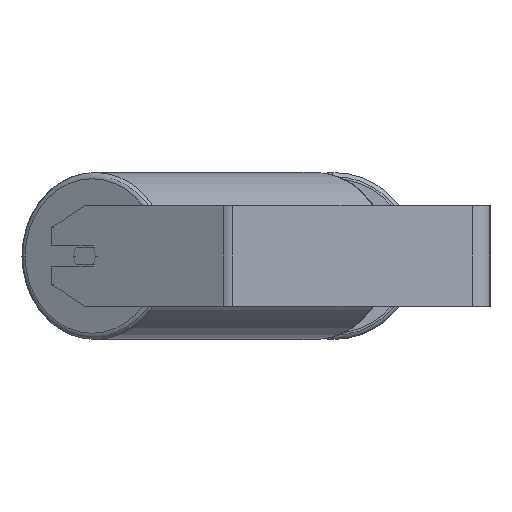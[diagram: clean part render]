
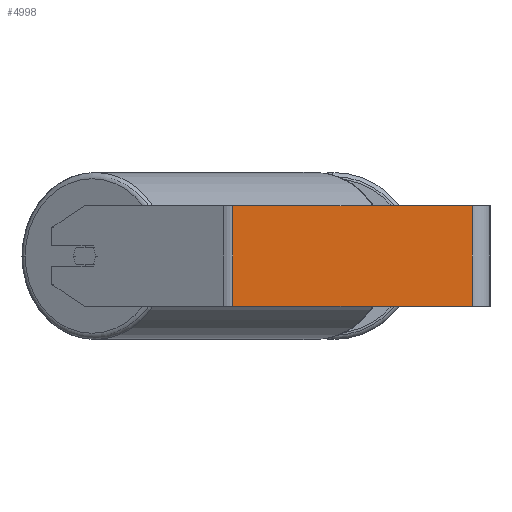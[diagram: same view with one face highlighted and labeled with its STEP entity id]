
A CAD part, left-side view. The second image highlights one B-rep face of the part: STEP entity #4998.
In plain terms, the highlighted planar face has unit normal (-1, 0, 0).
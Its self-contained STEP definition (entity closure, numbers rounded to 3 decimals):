
#270 = VERTEX_POINT ( 'NONE', #8710 ) ;
#480 = FACE_OUTER_BOUND ( 'NONE', #6120, .T. ) ;
#749 = ORIENTED_EDGE ( 'NONE', *, *, #6065, .T. ) ;
#805 = CARTESIAN_POINT ( 'NONE',  ( -605., 204.84, 40. ) ) ;
#1025 = VERTEX_POINT ( 'NONE', #805 ) ;
#1189 = CARTESIAN_POINT ( 'NONE',  ( -605., 14., 40. ) ) ;
#1547 = CARTESIAN_POINT ( 'NONE',  ( -605., 204.84, 40. ) ) ;
#1653 = DIRECTION ( 'NONE',  ( 0., -1., 0. ) ) ;
#2411 = VERTEX_POINT ( 'NONE', #3601 ) ;
#2635 = DIRECTION ( 'NONE',  ( 1., 0., 0. ) ) ;
#3205 = PLANE ( 'NONE',  #8399 ) ;
#3374 = EDGE_CURVE ( 'NONE', #270, #2411, #4466, .T. ) ;
#3403 = CARTESIAN_POINT ( 'NONE',  ( -605., 208.591, 40. ) ) ;
#3525 = LINE ( 'NONE', #1547, #5566 ) ;
#3601 = CARTESIAN_POINT ( 'NONE',  ( -605., 14., -40. ) ) ;
#3785 = CARTESIAN_POINT ( 'NONE',  ( -605., 208.591, 40. ) ) ;
#4114 = DIRECTION ( 'NONE',  ( 0., -1., 0. ) ) ;
#4174 = LINE ( 'NONE', #6300, #5411 ) ;
#4199 = ORIENTED_EDGE ( 'NONE', *, *, #3374, .F. ) ;
#4303 = EDGE_CURVE ( 'NONE', #1025, #270, #5540, .T. ) ;
#4466 = LINE ( 'NONE', #1189, #5663 ) ;
#4677 = EDGE_CURVE ( 'NONE', #1025, #7350, #3525, .T. ) ;
#4987 = VECTOR ( 'NONE', #4114, 1000. ) ;
#4998 = ADVANCED_FACE ( 'NONE', ( #480 ), #3205, .F. ) ;
#5411 = VECTOR ( 'NONE', #1653, 1000. ) ;
#5540 = LINE ( 'NONE', #3403, #4987 ) ;
#5566 = VECTOR ( 'NONE', #6054, 1000. ) ;
#5663 = VECTOR ( 'NONE', #7884, 1000. ) ;
#6054 = DIRECTION ( 'NONE',  ( 0., 0., -1. ) ) ;
#6065 = EDGE_CURVE ( 'NONE', #7350, #2411, #4174, .T. ) ;
#6120 = EDGE_LOOP ( 'NONE', ( #749, #4199, #6160, #6767 ) ) ;
#6160 = ORIENTED_EDGE ( 'NONE', *, *, #4303, .F. ) ;
#6300 = CARTESIAN_POINT ( 'NONE',  ( -605., 208.591, -40. ) ) ;
#6583 = DIRECTION ( 'NONE',  ( 0., 0., -1. ) ) ;
#6767 = ORIENTED_EDGE ( 'NONE', *, *, #4677, .T. ) ;
#7350 = VERTEX_POINT ( 'NONE', #8689 ) ;
#7884 = DIRECTION ( 'NONE',  ( 0., 0., -1. ) ) ;
#8399 = AXIS2_PLACEMENT_3D ( 'NONE', #3785, #2635, #6583 ) ;
#8689 = CARTESIAN_POINT ( 'NONE',  ( -605., 204.84, -40. ) ) ;
#8710 = CARTESIAN_POINT ( 'NONE',  ( -605., 14., 40. ) ) ;
